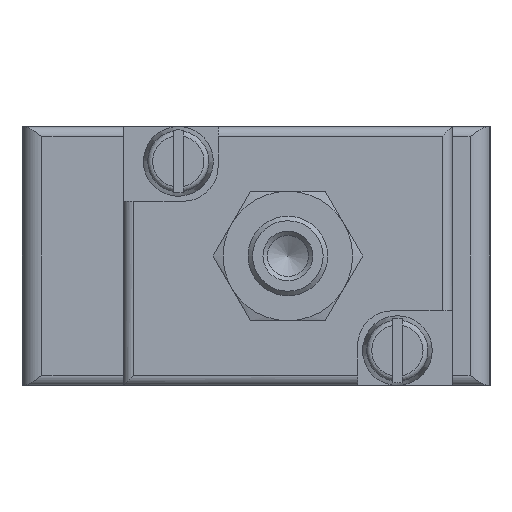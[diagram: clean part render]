
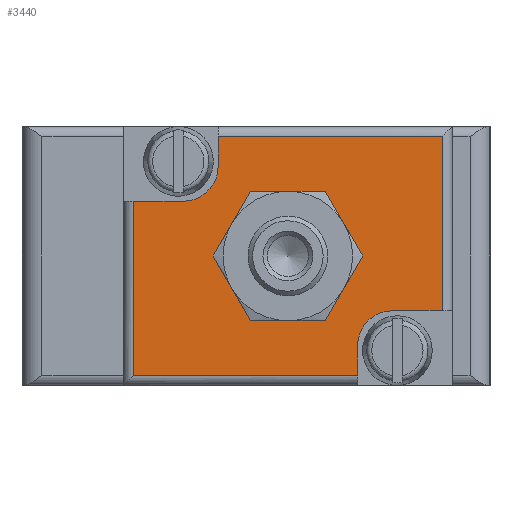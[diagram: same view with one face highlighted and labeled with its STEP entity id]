
A CAD part, left-side view. The second image highlights one B-rep face of the part: STEP entity #3440.
In plain terms, the highlighted planar face has unit normal (-1, 0, 0).
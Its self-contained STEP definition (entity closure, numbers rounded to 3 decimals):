
#216=CIRCLE('',#3701,3.5);
#217=CIRCLE('',#3702,3.5);
#421=ORIENTED_EDGE('',*,*,#1391,.F.);
#422=ORIENTED_EDGE('',*,*,#1392,.F.);
#423=ORIENTED_EDGE('',*,*,#1393,.F.);
#424=ORIENTED_EDGE('',*,*,#1394,.F.);
#425=ORIENTED_EDGE('',*,*,#1395,.F.);
#426=ORIENTED_EDGE('',*,*,#1396,.F.);
#427=ORIENTED_EDGE('',*,*,#1397,.F.);
#428=ORIENTED_EDGE('',*,*,#1398,.F.);
#429=ORIENTED_EDGE('',*,*,#1399,.F.);
#430=ORIENTED_EDGE('',*,*,#1400,.T.);
#431=ORIENTED_EDGE('',*,*,#1401,.T.);
#432=ORIENTED_EDGE('',*,*,#1402,.F.);
#433=ORIENTED_EDGE('',*,*,#1403,.F.);
#434=ORIENTED_EDGE('',*,*,#1404,.F.);
#435=ORIENTED_EDGE('',*,*,#1405,.F.);
#436=ORIENTED_EDGE('',*,*,#1406,.F.);
#1391=EDGE_CURVE('',#1868,#1869,#2165,.T.);
#1392=EDGE_CURVE('',#1870,#1868,#2166,.T.);
#1393=EDGE_CURVE('',#1871,#1870,#2167,.T.);
#1394=EDGE_CURVE('',#1872,#1871,#2168,.T.);
#1395=EDGE_CURVE('',#1873,#1872,#2169,.T.);
#1396=EDGE_CURVE('',#1869,#1873,#2170,.T.);
#1397=EDGE_CURVE('',#1874,#1875,#2171,.T.);
#1398=EDGE_CURVE('',#1876,#1874,#216,.F.);
#1399=EDGE_CURVE('',#1877,#1876,#2172,.T.);
#1400=EDGE_CURVE('',#1877,#1878,#2173,.T.);
#1401=EDGE_CURVE('',#1878,#1879,#2174,.T.);
#1402=EDGE_CURVE('',#1880,#1879,#2175,.T.);
#1403=EDGE_CURVE('',#1881,#1880,#217,.F.);
#1404=EDGE_CURVE('',#1882,#1881,#2176,.T.);
#1405=EDGE_CURVE('',#1883,#1882,#2177,.T.);
#1406=EDGE_CURVE('',#1875,#1883,#2178,.T.);
#1868=VERTEX_POINT('',#5279);
#1869=VERTEX_POINT('',#5280);
#1870=VERTEX_POINT('',#5282);
#1871=VERTEX_POINT('',#5284);
#1872=VERTEX_POINT('',#5286);
#1873=VERTEX_POINT('',#5288);
#1874=VERTEX_POINT('',#5291);
#1875=VERTEX_POINT('',#5292);
#1876=VERTEX_POINT('',#5294);
#1877=VERTEX_POINT('',#5296);
#1878=VERTEX_POINT('',#5298);
#1879=VERTEX_POINT('',#5300);
#1880=VERTEX_POINT('',#5302);
#1881=VERTEX_POINT('',#5304);
#1882=VERTEX_POINT('',#5306);
#1883=VERTEX_POINT('',#5308);
#2165=LINE('',#5278,#2441);
#2166=LINE('',#5281,#2442);
#2167=LINE('',#5283,#2443);
#2168=LINE('',#5285,#2444);
#2169=LINE('',#5287,#2445);
#2170=LINE('',#5289,#2446);
#2171=LINE('',#5290,#2447);
#2172=LINE('',#5295,#2448);
#2173=LINE('',#5297,#2449);
#2174=LINE('',#5299,#2450);
#2175=LINE('',#5301,#2451);
#2176=LINE('',#5305,#2452);
#2177=LINE('',#5307,#2453);
#2178=LINE('',#5309,#2454);
#2441=VECTOR('',#4130,1000.);
#2442=VECTOR('',#4131,1000.);
#2443=VECTOR('',#4132,1000.);
#2444=VECTOR('',#4133,1000.);
#2445=VECTOR('',#4134,1000.);
#2446=VECTOR('',#4135,1000.);
#2447=VECTOR('',#4136,1000.);
#2448=VECTOR('',#4139,1000.);
#2449=VECTOR('',#4140,1000.);
#2450=VECTOR('',#4141,1000.);
#2451=VECTOR('',#4142,1000.);
#2452=VECTOR('',#4145,1000.);
#2453=VECTOR('',#4146,1000.);
#2454=VECTOR('',#4147,1000.);
#2733=EDGE_LOOP('',(#421,#422,#423,#424,#425,#426));
#2734=EDGE_LOOP('',(#427,#428,#429,#430,#431,#432,#433,#434,#435,#436));
#3025=FACE_BOUND('',#2733,.T.);
#3026=FACE_BOUND('',#2734,.T.);
#3305=PLANE('',#3700);
#3440=ADVANCED_FACE('',(#3025,#3026),#3305,.F.);
#3700=AXIS2_PLACEMENT_3D('',#5277,#4128,#4129);
#3701=AXIS2_PLACEMENT_3D('',#5293,#4137,#4138);
#3702=AXIS2_PLACEMENT_3D('',#5303,#4143,#4144);
#4128=DIRECTION('',(1.,0.,0.));
#4129=DIRECTION('',(0.,0.,-1.));
#4130=DIRECTION('',(0.,1.,0.));
#4131=DIRECTION('',(0.,0.5,0.866));
#4132=DIRECTION('',(0.,-0.5,0.866));
#4133=DIRECTION('',(0.,-1.,0.));
#4134=DIRECTION('',(0.,-0.5,-0.866));
#4135=DIRECTION('',(0.,0.5,-0.866));
#4136=DIRECTION('',(0.,0.,1.));
#4137=DIRECTION('',(1.,0.,0.));
#4138=DIRECTION('',(0.,0.,-1.));
#4139=DIRECTION('',(0.,-1.,0.));
#4140=DIRECTION('',(0.,0.,-1.));
#4141=DIRECTION('',(0.,-1.,0.));
#4142=DIRECTION('',(0.,0.,-1.));
#4143=DIRECTION('',(1.,0.,0.));
#4144=DIRECTION('',(0.,0.,-1.));
#4145=DIRECTION('',(0.,1.,0.));
#4146=DIRECTION('',(0.,0.,-1.));
#4147=DIRECTION('',(0.,-1.,0.));
#5277=CARTESIAN_POINT('',(-80.4,36.8,-12.));
#5278=CARTESIAN_POINT('',(-80.4,16.547,6.5));
#5279=CARTESIAN_POINT('',(-80.4,16.547,6.5));
#5280=CARTESIAN_POINT('',(-80.4,24.053,6.5));
#5281=CARTESIAN_POINT('',(-80.4,12.794,0.));
#5282=CARTESIAN_POINT('',(-80.4,12.794,0.));
#5283=CARTESIAN_POINT('',(-80.4,16.547,-6.5));
#5284=CARTESIAN_POINT('',(-80.4,16.547,-6.5));
#5285=CARTESIAN_POINT('',(-80.4,24.053,-6.5));
#5286=CARTESIAN_POINT('',(-80.4,24.053,-6.5));
#5287=CARTESIAN_POINT('',(-80.4,27.806,0.));
#5288=CARTESIAN_POINT('',(-80.4,27.806,0.));
#5289=CARTESIAN_POINT('',(-80.4,24.053,6.5));
#5290=CARTESIAN_POINT('',(-80.4,27.3,-12.));
#5291=CARTESIAN_POINT('',(-80.4,27.3,9.));
#5292=CARTESIAN_POINT('',(-80.4,27.3,12.));
#5293=CARTESIAN_POINT('',(-80.4,30.8,9.));
#5294=CARTESIAN_POINT('',(-80.4,30.8,5.5));
#5295=CARTESIAN_POINT('',(-80.4,36.8,5.5));
#5296=CARTESIAN_POINT('',(-80.4,35.8,5.5));
#5297=CARTESIAN_POINT('',(-80.4,35.8,14.));
#5298=CARTESIAN_POINT('',(-80.4,35.8,-12.));
#5299=CARTESIAN_POINT('',(-80.4,36.8,-12.));
#5300=CARTESIAN_POINT('',(-80.4,13.3,-12.));
#5301=CARTESIAN_POINT('',(-80.4,13.3,-12.));
#5302=CARTESIAN_POINT('',(-80.4,13.3,-9.));
#5303=CARTESIAN_POINT('',(-80.4,9.8,-9.));
#5304=CARTESIAN_POINT('',(-80.4,9.8,-5.5));
#5305=CARTESIAN_POINT('',(-80.4,36.8,-5.5));
#5306=CARTESIAN_POINT('',(-80.4,4.8,-5.5));
#5307=CARTESIAN_POINT('',(-80.4,4.8,14.));
#5308=CARTESIAN_POINT('',(-80.4,4.8,12.));
#5309=CARTESIAN_POINT('',(-80.4,36.8,12.));
